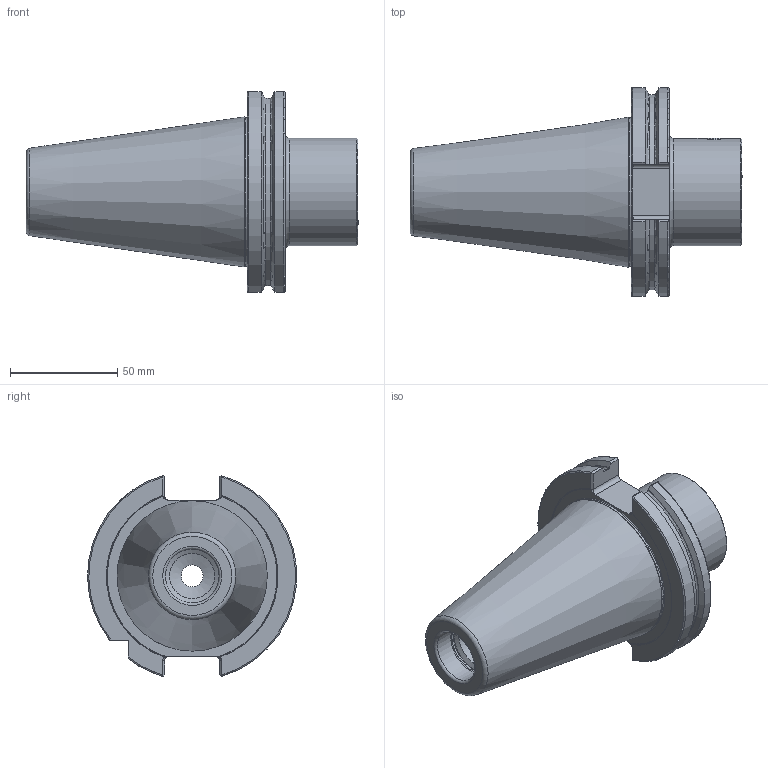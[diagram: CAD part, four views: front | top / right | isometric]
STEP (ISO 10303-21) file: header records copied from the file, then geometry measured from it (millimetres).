
FILE_DESCRIPTION (( 'STEP AP214' ), '1' );
FILE_NAME ('SP5.ST5.K01.053.STEP', '2020-04-15T12:19:26', ( '' ), ( '' ), 'SwSTEP 2.0', 'SolidWorks 2017', '' );
FILE_SCHEMA (( 'AUTOMOTIVE_DESIGN' ));
Length unit declared in the file: millimetre
Products named in the file (4): ST5-ER1.001.012_A; SP5-ST5.K01.053_A; SP5.ST5.K01.053; DIN 3771 - 25x2
Assembly tree (3 placements, depth 2):
  SP5.ST5.K01.053
    SP5-ST5.K01.053_A
    ST5-ER1.001.012_A
    DIN 3771 - 25x2
Bounding box: 154.6 x 97.28 x 93.51 mm (x, y, z)
Volume: 386863.8 mm3; surface area: 51216.6 mm2
Topology: 3 solids, 3 shells, 134 faces, 355 edges, 226 vertices
Faces by surface type: plane 55, cylinder 30, torus 26, cone 21, bspline 2
Full cylindrical faces by diameter (mm): 5 x1, 9 x1, 10 x1, 10.2 x1, 21 x1, 25 x1, 25.45 x1, 28 x1, 29 x1, 50 x1, 69.2 x1
Entity records: 4685 total; most frequent: CARTESIAN_POINT 1509, ORIENTED_EDGE 616, DIRECTION 585, EDGE_CURVE 308, AXIS2_PLACEMENT_3D 233, VERTEX_POINT 215, EDGE_LOOP 173, FACE_OUTER_BOUND 153
